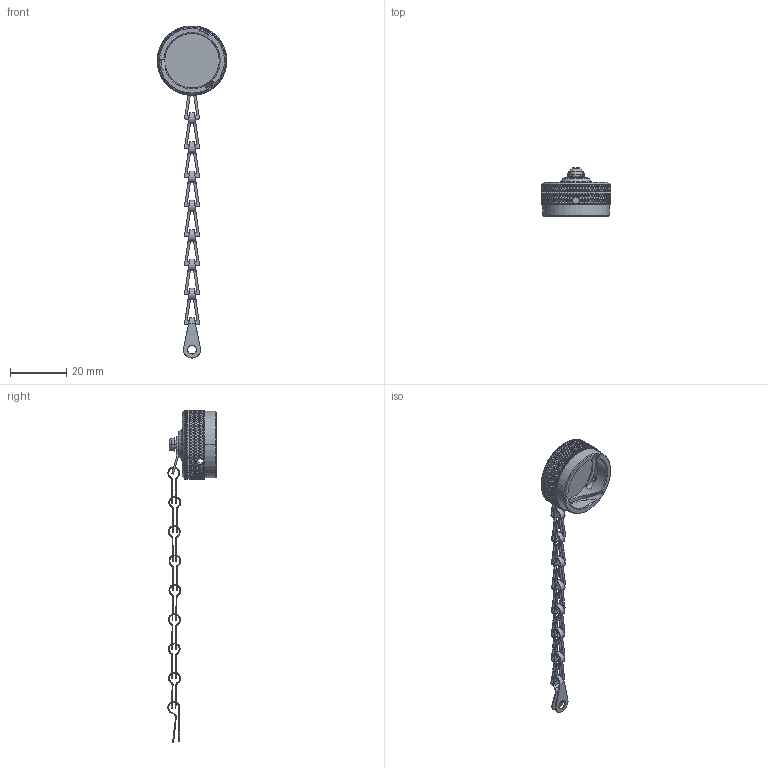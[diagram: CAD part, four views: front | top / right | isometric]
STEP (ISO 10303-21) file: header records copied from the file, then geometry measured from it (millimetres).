
FILE_DESCRIPTION((''),'2;1');
FILE_NAME('RT012DCG_ASM','2015-09-29T',('ben.guo'),(''),'PRO/ENGINEER BY PARAMETRIC TECHNOLOGY CORPORATION, 2013230','PRO/ENGINEER BY PARAMETRIC TECHNOLOGY CORPORATION, 2013230','');
FILE_SCHEMA(('CONFIG_CONTROL_DESIGN'));
Length unit declared in the file: millimetre
Products named in the file (5): M0332-12; M0334; M0333; RB000102-12; RT012DCG_ASM
Assembly tree (4 placements, depth 2):
  RT012DCG_ASM
    M0332-12
    M0334
    M0333
    RB000102-12
Bounding box: 24.6 x 17.1 x 117.78 mm (x, y, z)
Volume: 3247.2 mm3; surface area: 5574.4 mm2
Topology: 13 solids, 13 shells, 3487 faces, 7623 edges, 4123 vertices
Faces by surface type: bspline 2602, cylinder 703, plane 151, cone 25, torus 6
Entity records: 159417 total; most frequent: CARTESIAN_POINT 105962, ORIENTED_EDGE 15242, EDGE_CURVE 7621, B_SPLINE_CURVE_WITH_KNOTS 6744, VERTEX_POINT 4123, EDGE_LOOP 3502, FACE_OUTER_BOUND 3487, ADVANCED_FACE 3487
